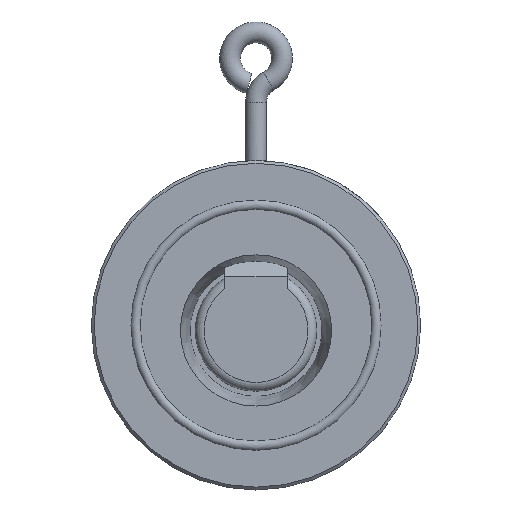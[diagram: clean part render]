
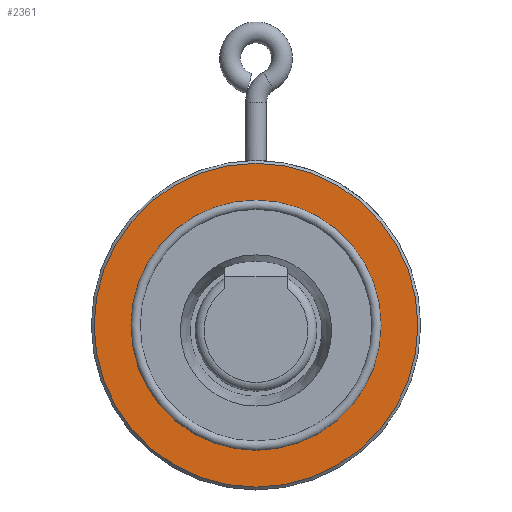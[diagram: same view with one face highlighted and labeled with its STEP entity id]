
A CAD part, top view. The second image highlights one B-rep face of the part: STEP entity #2361.
In plain terms, the highlighted planar face has unit normal (0, 0, 1).
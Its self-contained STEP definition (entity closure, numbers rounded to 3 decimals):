
#427 = PLANE ( 'NONE',  #2963 ) ;
#613 = ORIENTED_EDGE ( 'NONE', *, *, #7731, .T. ) ;
#630 = FACE_BOUND ( 'NONE', #6211, .T. ) ;
#1733 = DIRECTION ( 'NONE',  ( 0., 0., 1. ) ) ;
#1810 = DIRECTION ( 'NONE',  ( 0., 0., 1. ) ) ;
#2001 = CIRCLE ( 'NONE', #2890, 46.7 ) ;
#2099 = CARTESIAN_POINT ( 'NONE',  ( 0., 36.077, 0. ) ) ;
#2321 = FACE_OUTER_BOUND ( 'NONE', #3977, .T. ) ;
#2361 = ADVANCED_FACE ( 'NONE', ( #630, #2321 ), #427, .F. ) ;
#2890 = AXIS2_PLACEMENT_3D ( 'NONE', #5809, #1733, #6503 ) ;
#2963 = AXIS2_PLACEMENT_3D ( 'NONE', #2099, #5112, #3058 ) ;
#3013 = CARTESIAN_POINT ( 'NONE',  ( 0., 0., 0. ) ) ;
#3058 = DIRECTION ( 'NONE',  ( -1., 0., 0. ) ) ;
#3558 = AXIS2_PLACEMENT_3D ( 'NONE', #3013, #1810, #8414 ) ;
#3977 = EDGE_LOOP ( 'NONE', ( #613 ) ) ;
#4023 = EDGE_CURVE ( 'NONE', #5198, #5198, #4981, .T. ) ;
#4512 = CARTESIAN_POINT ( 'NONE',  ( 36.077, 0., 0. ) ) ;
#4778 = VERTEX_POINT ( 'NONE', #7921 ) ;
#4981 = CIRCLE ( 'NONE', #3558, 36.077 ) ;
#5112 = DIRECTION ( 'NONE',  ( 0., 0., -1. ) ) ;
#5198 = VERTEX_POINT ( 'NONE', #4512 ) ;
#5809 = CARTESIAN_POINT ( 'NONE',  ( 0., 0., 0. ) ) ;
#6211 = EDGE_LOOP ( 'NONE', ( #6218 ) ) ;
#6218 = ORIENTED_EDGE ( 'NONE', *, *, #4023, .F. ) ;
#6503 = DIRECTION ( 'NONE',  ( 1., 0., 0. ) ) ;
#7731 = EDGE_CURVE ( 'NONE', #4778, #4778, #2001, .T. ) ;
#7921 = CARTESIAN_POINT ( 'NONE',  ( 46.7, 0., 0. ) ) ;
#8414 = DIRECTION ( 'NONE',  ( 1., 0., 0. ) ) ;
